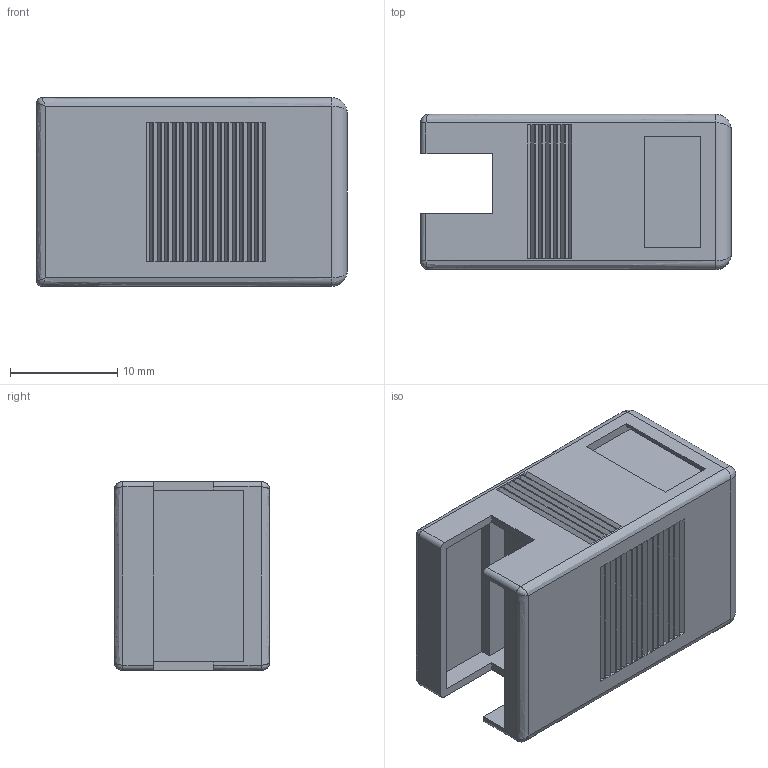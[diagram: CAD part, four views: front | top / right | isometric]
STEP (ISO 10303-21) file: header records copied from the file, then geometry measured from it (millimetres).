
FILE_DESCRIPTION(('SolidDesigner STEP Export'),'2;1');
FILE_NAME('kgg-mc_1.5-4-3.81.stp','2004-01-05T14:52:57',(''),(''),'OneSpaceDesigner STEP processor Version: 9.0 (March 2001)for AP214(CD)(Solid Model)','CoCreate OneSpaceDesigner: 11.50A 18-Jul-2002(C) CoCreate Software GmbH','');
FILE_SCHEMA(('AUTOMOTIVE_DESIGN_CC2 {1 2 10303 214 -1 1 5 1}'));
Length unit declared in the file: millimetre
Products named in the file (2): kgg-mc_1.5-4-3.81
Assembly tree (1 placements, depth 2):
  kgg-mc_1.5-4-3.81
    kgg-mc_1.5-4-3.81
Bounding box: 29 x 14.5 x 17.63 mm (x, y, z)
Volume: 5381.5 mm3; surface area: 3192.9 mm2
Topology: 1 solids, 1 shells, 342 faces, 819 edges, 532 vertices
Faces by surface type: plane 284, cylinder 38, extrusion 10, bspline 8, torus 2
Entity records: 13363 total; most frequent: CARTESIAN_POINT 3172, ORIENTED_EDGE 1622, DIRECTION 1283, EDGE_CURVE 811, VECTOR 721, LINE 711, VERTEX_POINT 532, EDGE_LOOP 403
